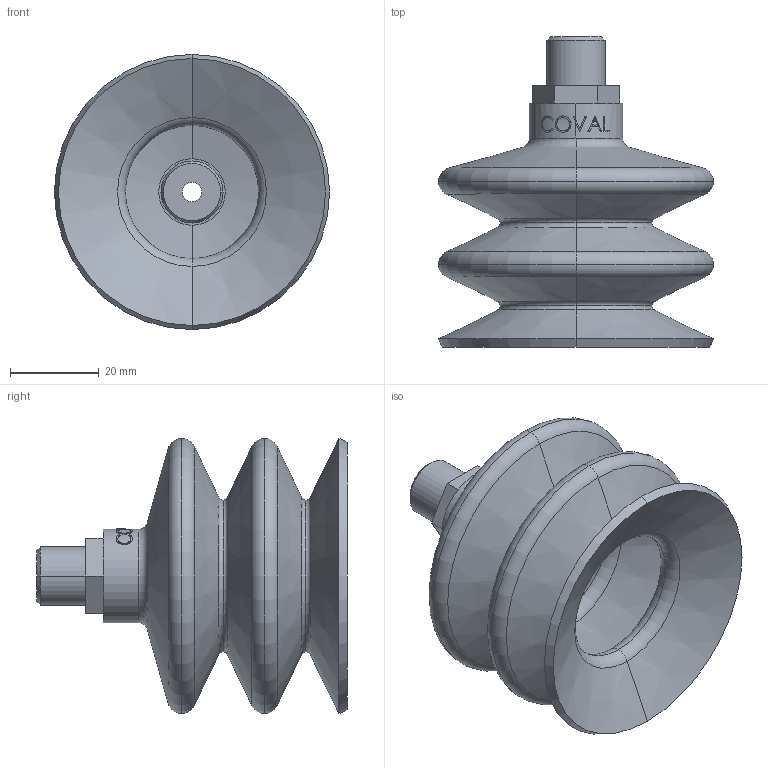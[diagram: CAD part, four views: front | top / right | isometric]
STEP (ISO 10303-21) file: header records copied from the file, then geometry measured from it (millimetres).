
FILE_DESCRIPTION(('STEP AP214'),'1');
FILE_NAME('COVAL_VS62NBRIM14.stp','2017-12-27T18:34:01',('TraceParts'),('TraceParts S.A.'),'Spatial InterOp 3D',' ',' ');
FILE_SCHEMA(('automotive_design'));
Length unit declared in the file: millimetre
Products named in the file (2): COVAL_VS62NBRIM14_1; COVAL_VS62NBRIM14_2
Bounding box: 62 x 70 x 62 mm (x, y, z)
Volume: 35559.9 mm3; surface area: 29655.1 mm2
Topology: 2 solids, 2 shells, 136 faces, 309 edges, 186 vertices
Faces by surface type: torus 34, bspline 29, plane 27, cone 26, cylinder 20
Entity records: 9967 total; most frequent: CARTESIAN_POINT 5965, ORIENTED_EDGE 618, DIRECTION 568, EDGE_CURVE 309, AXIS2_PLACEMENT_3D 249, VERTEX_POINT 186, EDGE_LOOP 149, CIRCLE 140
